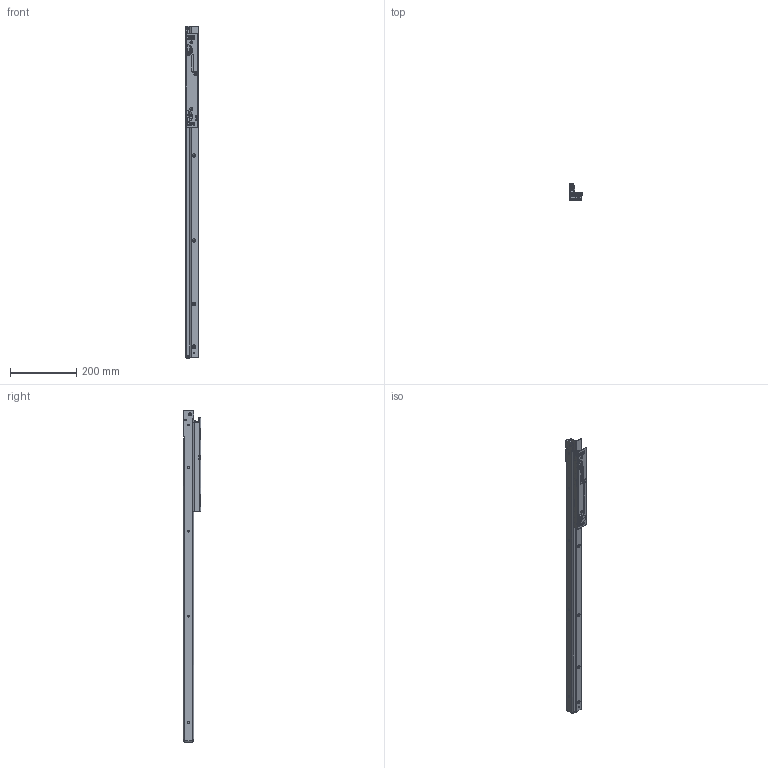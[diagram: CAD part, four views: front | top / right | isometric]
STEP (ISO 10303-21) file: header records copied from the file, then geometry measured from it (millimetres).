
FILE_DESCRIPTION (( 'STEP AP214' ), '1' );
FILE_NAME ('FR_206.1000mm_40inch_ECD_closed_left.STEP', '2022-11-15T12:33:54', ( '' ), ( '' ), 'SwSTEP 2.0', 'SolidWorks 2020', '' );
FILE_SCHEMA (( 'AUTOMOTIVE_DESIGN' ));
Length unit declared in the file: millimetre
Products named in the file (10): FR_206.1000mm_40inch_ECD_closed_left; AG-041; SE-055; 206.XXX-01.A014_1000mm; SM-022_geschlossen 1mm vor Endposition; 206.XXX-03.L529.li_NL 1000 Var. 1; SE-043; 875.01-142; 206.XXX-01.L529.li_NL 1000 Var. 1 eingefahren; 206.XXX-03.S180_1000mm
Assembly tree (9 placements, depth 4):
  FR_206.1000mm_40inch_ECD_closed_left
    206.XXX-01.L529.li_NL 1000 Var. 1 eingefahren
      206.XXX-01.A014_1000mm
      AG-041
      SM-022_geschlossen 1mm vor Endposition
        SE-043
      875.01-142
    206.XXX-03.L529.li_NL 1000 Var. 1
      206.XXX-03.S180_1000mm
      SE-055
Bounding box: 38.5 x 51.5 x 1000 mm (x, y, z)
Volume: 353366.1 mm3; surface area: 280088 mm2
Topology: 6 solids, 6 shells, 2123 faces, 5438 edges, 3262 vertices
Faces by surface type: cylinder 816, plane 791, torus 173, bspline 161, sphere 129, cone 53
Entity records: 72088 total; most frequent: CARTESIAN_POINT 21502, ORIENTED_EDGE 10638, DIRECTION 10491, EDGE_CURVE 5319, AXIS2_PLACEMENT_3D 3788, VERTEX_POINT 3247, VECTOR 2915, LINE 2915
